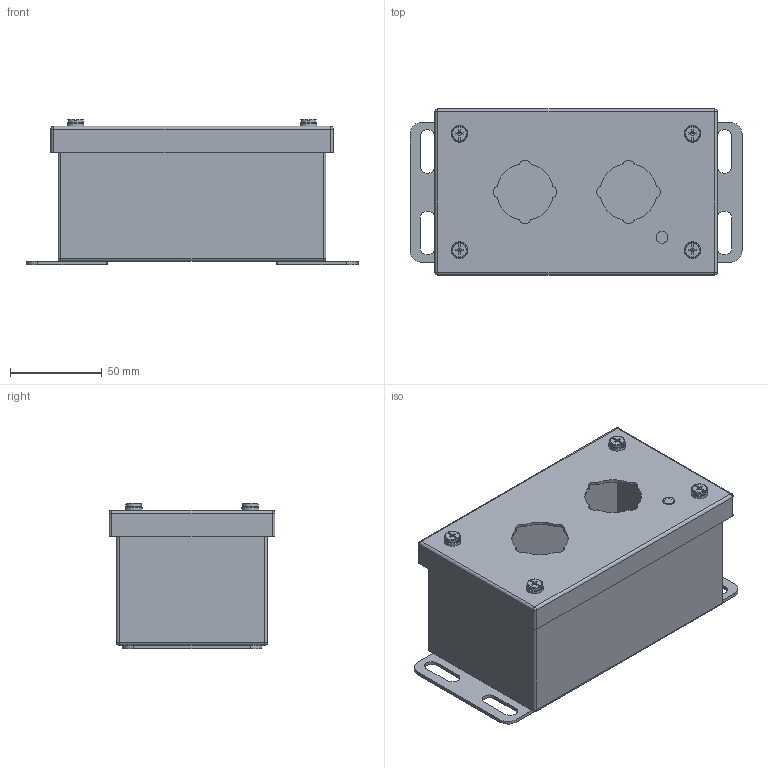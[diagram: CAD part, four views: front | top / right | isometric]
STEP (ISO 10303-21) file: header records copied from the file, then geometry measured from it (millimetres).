
FILE_DESCRIPTION (( 'STEP AP214' ), '1' );
FILE_NAME ('SCE-2PB.STEP', '2022-05-13T11:42:36', ( '' ), ( '' ), 'SwSTEP 2.0', 'SolidWorks 2021', '' );
FILE_SCHEMA (( 'AUTOMOTIVE_DESIGN' ));
Length unit declared in the file: inch
Products named in the file (1): SCE-2PB
Bounding box: 180.97 x 90.49 x 79.34 mm (x, y, z)
Volume: 116538.6 mm3; surface area: 152161.8 mm2
Topology: 14 solids, 14 shells, 465 faces, 1218 edges, 684 vertices
Faces by surface type: plane 159, cylinder 153, bspline 80, torus 32, sphere 24, cone 17
Full cylindrical faces by diameter (mm): 3.708 x4, 4.775 x5, 5.588 x4, 6.502 x1, 6.604 x4, 6.756 x4, 8.052 x4, 8.484 x4, 9.195 x4
Entity records: 14486 total; most frequent: CARTESIAN_POINT 4135, DIRECTION 2049, ORIENTED_EDGE 2036, EDGE_CURVE 1018, AXIS2_PLACEMENT_3D 773, VERTEX_POINT 647, EDGE_LOOP 569, FACE_OUTER_BOUND 515
